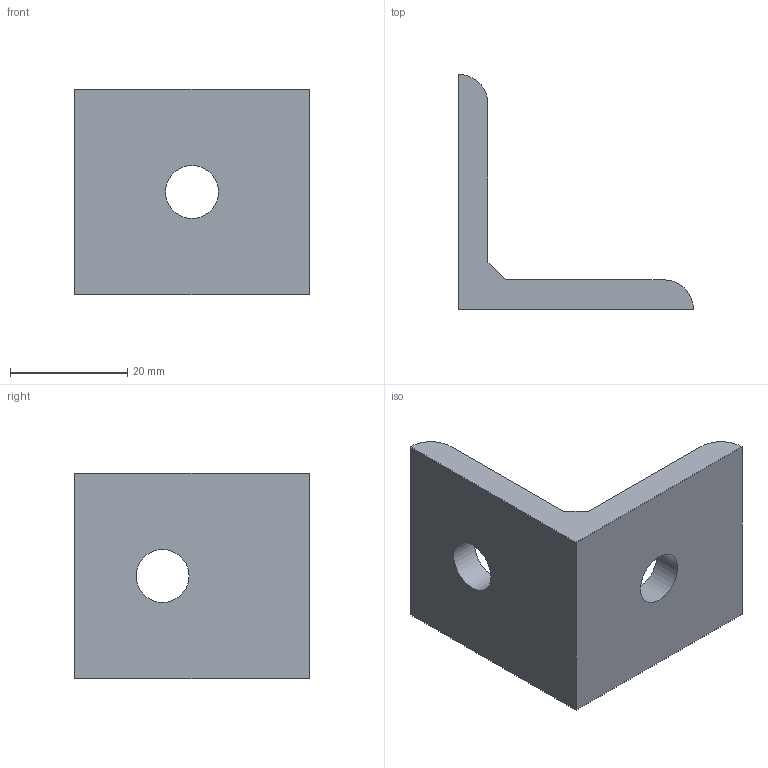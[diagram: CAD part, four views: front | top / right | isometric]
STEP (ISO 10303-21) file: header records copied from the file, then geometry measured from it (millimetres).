
FILE_DESCRIPTION(/* description */ (''),/* implementation_level */ '2;1');
FILE_NAME(/* name */ 'DAL4035-8.stp',/* time_stamp */ '2025-02-17T11:18:07+08:00',/* author */ ('1091212-1'),/* organization */ (''),/* preprocessor_version */ 'ST-DEVELOPER v15.6',/* originating_system */ 'Autodesk Inventor 2015',/* authorisation */ '');
FILE_SCHEMA (('AUTOMOTIVE_DESIGN { 1 0 10303 214 3 1 1 }'));
Length unit declared in the file: millimetre
Products named in the file (1): DAL4035-8
Bounding box: 40 x 40 x 35 mm (x, y, z)
Volume: 12270.8 mm3; surface area: 6154.1 mm2
Topology: 1 solids, 1 shells, 11 faces, 27 edges, 18 vertices
Faces by surface type: plane 7, cylinder 4
Full cylindrical faces by diameter (mm): 9 x2
Entity records: 351 total; most frequent: DIRECTION 57, CARTESIAN_POINT 55, ORIENTED_EDGE 50, EDGE_CURVE 25, AXIS2_PLACEMENT_3D 20, VERTEX_POINT 18, LINE 17, VECTOR 17
